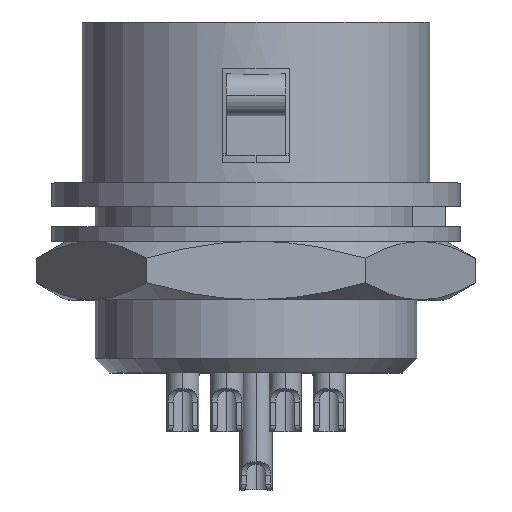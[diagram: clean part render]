
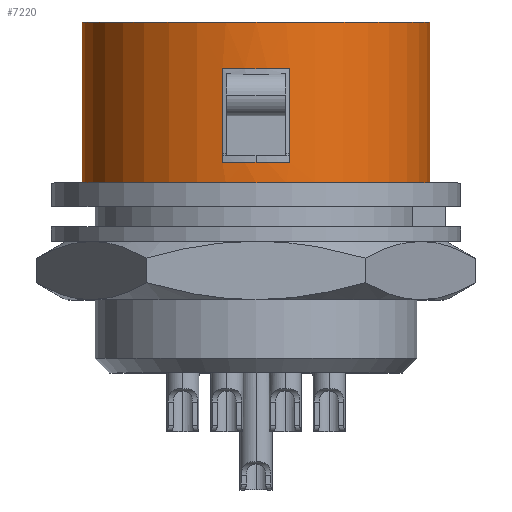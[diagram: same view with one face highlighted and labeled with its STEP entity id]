
A CAD part, top view. The second image highlights one B-rep face of the part: STEP entity #7220.
In plain terms, the highlighted cylindrical face has radius 5.95 mm (diameter 11.9 mm), a partial arc.
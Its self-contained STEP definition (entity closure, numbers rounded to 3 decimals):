
#210=CARTESIAN_POINT('',(0.,6.5,0.));
#220=DIRECTION('',(0.,1.,0.));
#230=DIRECTION('',(1.,0.,0.));
#240=AXIS2_PLACEMENT_3D('',#210,#220,#230);
#250=CIRCLE('',#240,5.95);
#260=CARTESIAN_POINT('',(5.95,6.5,0.));
#270=VERTEX_POINT('',#260);
#280=CARTESIAN_POINT('',(-5.95,6.5,0.));
#290=VERTEX_POINT('',#280);
#320=EDGE_CURVE('',#290,#270,#250,.T.);
#6550=CARTESIAN_POINT('',(0.,9.25,0.));
#6560=DIRECTION('',(0.,-1.,0.));
#6570=DIRECTION('',(-1.,0.,0.));
#6580=AXIS2_PLACEMENT_3D('',#6550,#6560,#6570);
#6590=CYLINDRICAL_SURFACE('',#6580,5.95);
#6600=CARTESIAN_POINT('',(-5.95,9.25,0.));
#6610=DIRECTION('',(0.,-1.,0.));
#6620=VECTOR('',#6610,1.);
#6630=LINE('',#6600,#6620);
#6640=CARTESIAN_POINT('',(-5.95,12.,0.));
#6650=VERTEX_POINT('',#6640);
#6660=EDGE_CURVE('',#6650,#290,#6630,.T.);
#6670=ORIENTED_EDGE('',*,*,#6660,.T.);
#6680=CARTESIAN_POINT('',(0.,12.,0.));
#6690=DIRECTION('',(0.,1.,0.));
#6700=DIRECTION('',(1.,0.,0.));
#6710=AXIS2_PLACEMENT_3D('',#6680,#6690,#6700);
#6720=CIRCLE('',#6710,5.95);
#6730=CARTESIAN_POINT('',(5.95,12.,0.));
#6740=VERTEX_POINT('',#6730);
#6750=EDGE_CURVE('',#6650,#6740,#6720,.T.);
#6760=ORIENTED_EDGE('',*,*,#6750,.F.);
#6770=CARTESIAN_POINT('',(5.95,9.25,0.));
#6780=DIRECTION('',(0.,-1.,0.));
#6790=VECTOR('',#6780,1.);
#6800=LINE('',#6770,#6790);
#6810=EDGE_CURVE('',#6740,#270,#6800,.T.);
#6820=ORIENTED_EDGE('',*,*,#6810,.F.);
#6830=ORIENTED_EDGE('',*,*,#320,.T.);
#6840=EDGE_LOOP('',(#6830,#6820,#6760,#6670));
#6850=FACE_OUTER_BOUND('',#6840,.T.);
#6860=CARTESIAN_POINT('',(-1.15,9.25,5.838));
#6870=DIRECTION('',(0.,-1.,0.));
#6880=VECTOR('',#6870,1.);
#6890=LINE('',#6860,#6880);
#6900=CARTESIAN_POINT('',(-1.15,10.4,5.838));
#6910=VERTEX_POINT('',#6900);
#6920=CARTESIAN_POINT('',(-1.15,7.2,5.838));
#6930=VERTEX_POINT('',#6920);
#6940=EDGE_CURVE('',#6910,#6930,#6890,.T.);
#6950=ORIENTED_EDGE('',*,*,#6940,.F.);
#6960=CARTESIAN_POINT('',(0.,7.2,0.));
#6970=DIRECTION('',(0.,-1.,0.));
#6980=DIRECTION('',(-1.,0.,0.));
#6990=AXIS2_PLACEMENT_3D('',#6960,#6970,#6980);
#7000=CIRCLE('',#6990,5.95);
#7010=CARTESIAN_POINT('',(1.15,7.2,5.838));
#7020=VERTEX_POINT('',#7010);
#7030=EDGE_CURVE('',#7020,#6930,#7000,.T.);
#7040=ORIENTED_EDGE('',*,*,#7030,.T.);
#7050=CARTESIAN_POINT('',(1.15,9.25,5.838));
#7060=DIRECTION('',(0.,-1.,0.));
#7070=VECTOR('',#7060,1.);
#7080=LINE('',#7050,#7070);
#7090=CARTESIAN_POINT('',(1.15,10.4,5.838));
#7100=VERTEX_POINT('',#7090);
#7110=EDGE_CURVE('',#7100,#7020,#7080,.T.);
#7120=ORIENTED_EDGE('',*,*,#7110,.T.);
#7130=CARTESIAN_POINT('',(0.,10.4,0.));
#7140=DIRECTION('',(0.,-1.,0.));
#7150=DIRECTION('',(-1.,0.,0.));
#7160=AXIS2_PLACEMENT_3D('',#7130,#7140,#7150);
#7170=CIRCLE('',#7160,5.95);
#7180=EDGE_CURVE('',#7100,#6910,#7170,.T.);
#7190=ORIENTED_EDGE('',*,*,#7180,.F.);
#7200=EDGE_LOOP('',(#7190,#7120,#7040,#6950));
#7210=FACE_BOUND('',#7200,.T.);
#7220=ADVANCED_FACE('',(#6850,#7210),#6590,.T.);
